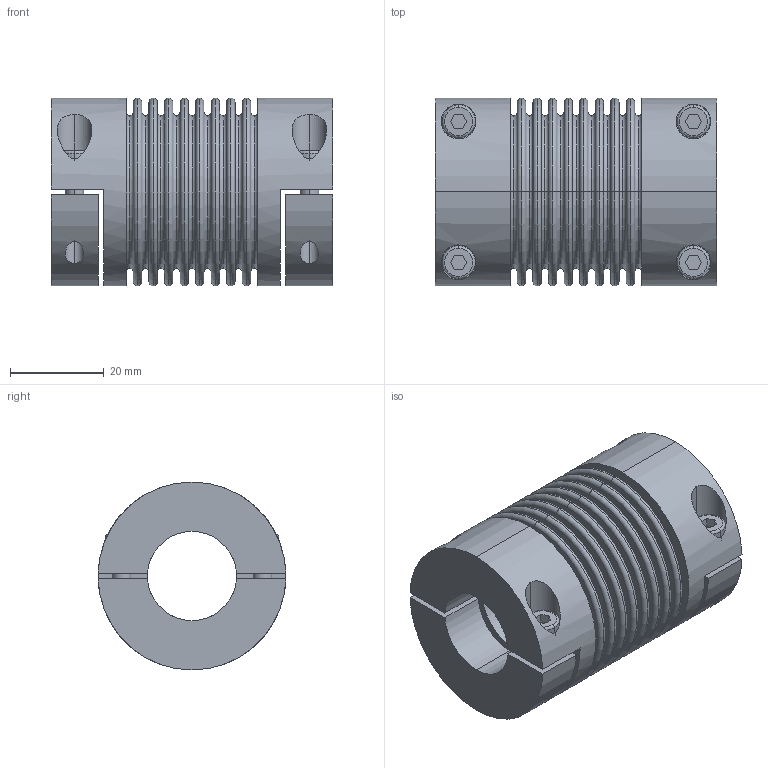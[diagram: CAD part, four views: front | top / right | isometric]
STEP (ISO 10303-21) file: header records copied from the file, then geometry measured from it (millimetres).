
FILE_DESCRIPTION(('STEP AP214'),'1');
FILE_NAME('cctmp_4078576E-4C61-4F2B-874C-C74D842FB590_2023_06_08_11_17_18_0715..stp','2023-06-08T09:17:18',('R+W Antriebselemente GmbH'),('CADClick - www.CADClick.com'),'Spatial InterOp 3D',' ','unknown authorization');
FILE_SCHEMA(('AUTOMOTIVE_DESIGN'));
Length unit declared in the file: millimetre
Products named in the file (1): MKH/100/60/19/19
Bounding box: 60 x 40 x 40 mm (x, y, z)
Volume: 44877.9 mm3; surface area: 24013.9 mm2
Topology: 1 solids, 1 shells, 214 faces, 468 edges, 298 vertices
Faces by surface type: plane 80, torus 76, cylinder 58
Entity records: 8206 total; most frequent: CARTESIAN_POINT 1501, DIRECTION 1176, ORIENTED_EDGE 936, AXIS2_PLACEMENT_3D 509, EDGE_CURVE 468, VERTEX_POINT 298, CIRCLE 294, EDGE_LOOP 262
